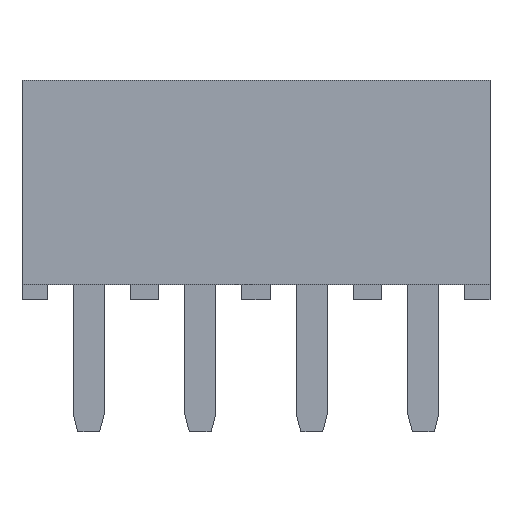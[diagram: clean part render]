
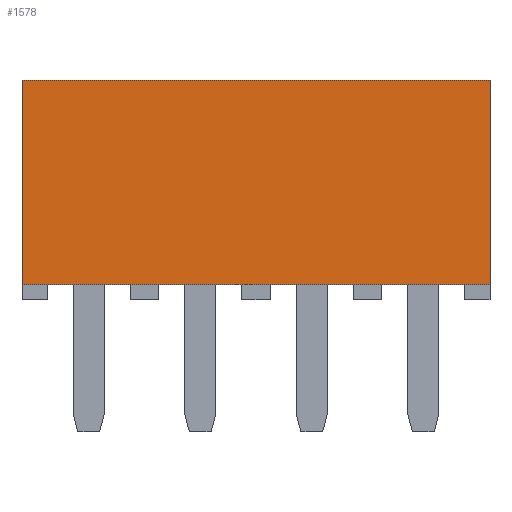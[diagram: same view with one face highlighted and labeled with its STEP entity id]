
A CAD part, top view. The second image highlights one B-rep face of the part: STEP entity #1578.
In plain terms, the highlighted planar face has unit normal (0, 0, 1).
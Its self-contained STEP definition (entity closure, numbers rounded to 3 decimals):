
#274=ORIENTED_EDGE('',*,*,#534,.F.);
#275=ORIENTED_EDGE('',*,*,#647,.F.);
#276=ORIENTED_EDGE('',*,*,#586,.F.);
#277=ORIENTED_EDGE('',*,*,#646,.T.);
#534=EDGE_CURVE('',#738,#739,#892,.T.);
#586=EDGE_CURVE('',#778,#779,#944,.T.);
#646=EDGE_CURVE('',#778,#739,#1004,.T.);
#647=EDGE_CURVE('',#779,#738,#1005,.T.);
#738=VERTEX_POINT('',#2244);
#739=VERTEX_POINT('',#2246);
#778=VERTEX_POINT('',#2345);
#779=VERTEX_POINT('',#2347);
#892=LINE('',#2245,#1110);
#944=LINE('',#2346,#1162);
#1004=LINE('',#2465,#1222);
#1005=LINE('',#2467,#1223);
#1110=VECTOR('',#1830,1000.);
#1162=VECTOR('',#1900,1000.);
#1222=VECTOR('',#1996,1000.);
#1223=VECTOR('',#1999,1000.);
#1320=EDGE_LOOP('',(#274,#275,#276,#277));
#1410=FACE_BOUND('',#1320,.T.);
#1496=PLANE('',#1691);
#1578=ADVANCED_FACE('',(#1410),#1496,.F.);
#1691=AXIS2_PLACEMENT_3D('',#2466,#1997,#1998);
#1830=DIRECTION('',(-1.,0.,0.));
#1900=DIRECTION('',(1.,0.,0.));
#1996=DIRECTION('',(0.,-1.,0.));
#1997=DIRECTION('',(0.,0.,-1.));
#1998=DIRECTION('',(-1.,0.,0.));
#1999=DIRECTION('',(0.,-1.,0.));
#2244=CARTESIAN_POINT('',(10.66,0.35,1.27));
#2245=CARTESIAN_POINT('',(10.66,0.35,1.27));
#2246=CARTESIAN_POINT('',(0.,0.35,1.27));
#2345=CARTESIAN_POINT('',(0.,5.,1.27));
#2346=CARTESIAN_POINT('',(0.,5.,1.27));
#2347=CARTESIAN_POINT('',(10.66,5.,1.27));
#2465=CARTESIAN_POINT('',(0.,5.,1.27));
#2466=CARTESIAN_POINT('',(0.,5.,1.27));
#2467=CARTESIAN_POINT('',(10.66,5.,1.27));
